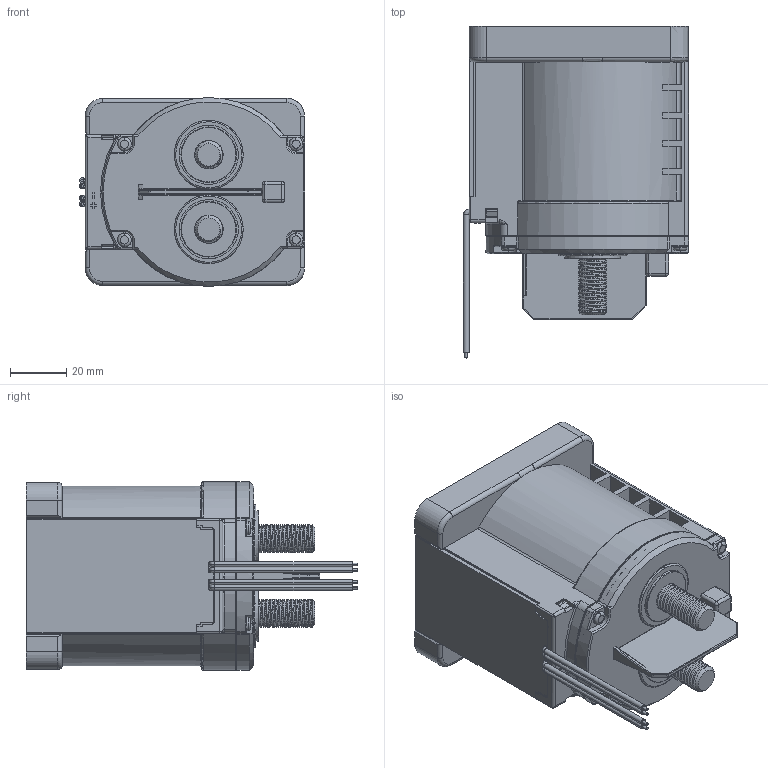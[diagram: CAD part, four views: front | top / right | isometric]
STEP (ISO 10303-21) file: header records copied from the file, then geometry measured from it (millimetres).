
FILE_DESCRIPTION((''),'2;1');
FILE_NAME('5-EVD600G1---0002_ASM','2024-04-13T15:14:16',('Fiona.Li'),(''),'CREO PARAMETRIC BY PTC INC, 2021063','CREO PARAMETRIC BY PTC INC, 2021063','');
FILE_SCHEMA(('CONFIG_CONTROL_DESIGN'));
Length unit declared in the file: millimetre
Products named in the file (2): _5-EVD600G1---0002; 5-EVD600G1---0002_ASM
Assembly tree (1 placements, depth 2):
  5-EVD600G1---0002_ASM
    _5-EVD600G1---0002
Bounding box: 80.1 x 118.1 x 67.2 mm (x, y, z)
Volume: 15.2 mm3; surface area: 85209.4 mm2
Topology: 2 solids, 5 shells, 1664 faces, 4899 edges, 3206 vertices
Faces by surface type: plane 849, cylinder 569, torus 153, bspline 47, cone 19, extrusion 18, sphere 9
Entity records: 62451 total; most frequent: CARTESIAN_POINT 17635, ORIENTED_EDGE 9656, DIRECTION 9216, EDGE_CURVE 4871, VERTEX_POINT 3206, AXIS2_PLACEMENT_3D 3116, VECTOR 2984, LINE 2966
